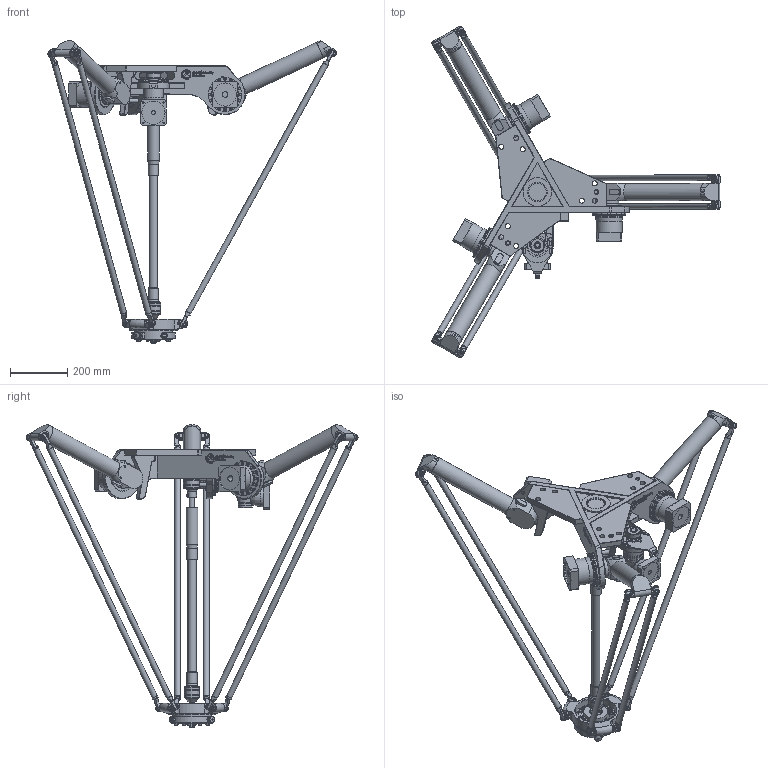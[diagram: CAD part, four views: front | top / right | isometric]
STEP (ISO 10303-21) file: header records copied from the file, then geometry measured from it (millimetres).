
FILE_DESCRIPTION(/* description */ (''),/* implementation_level */ '2;1');
FILE_NAME(/* name */ '3D-model_A_00051-TS1-ATS.stp',/* time_stamp */ '2022-02-07T15:44:45+01:00',/* author */ ('michael.schutter'),/* organization */ ('Majatronic'),/* preprocessor_version */ 'ST-DEVELOPER v16.5',/* originating_system */ 'Autodesk Inventor 2017',/* authorisation */ '');
FILE_SCHEMA (('AUTOMOTIVE_DESIGN { 1 0 10303 214 3 1 1 }'));
Length unit declared in the file: millimetre
Products named in the file (14): MT_BGR00020195MT_BGR; MT_BGR00018061MT_BGR; MT_WST00054385MT_WST; MT_WST00046397MT_WST; MT_WST00055606MT_WST; MT_WST00058144MT_WST; MT_WST00058086MT_WST; MT_WST00031699MT_WST; MT_WST00054372MT_WST; MT_WST00054373MT_WST; MT_WST00063899MT_WST; MT_WST00058879MT_WST; MT_WST00058878MT_WST; MT_WST00064987MT_WST
Assembly tree (29 placements, depth 3):
  MT_BGR00020195MT_BGR
    MT_BGR00018061MT_BGR
      MT_WST00054385MT_WST
      MT_WST00046397MT_WST  x3
      MT_WST00055606MT_WST
    MT_WST00058144MT_WST  x3
    MT_WST00031699MT_WST  x6
    MT_WST00058086MT_WST  x6
    MT_WST00054372MT_WST
    MT_WST00054373MT_WST
    MT_WST00063899MT_WST
    MT_WST00058878MT_WST  x2
    MT_WST00058879MT_WST  x2
    MT_WST00064987MT_WST
Bounding box: 1006.03 x 1158.53 x 1056.8 mm (x, y, z)
Volume: 16689931.4 mm3; surface area: 2092796.2 mm2
Topology: 29 solids, 30 shells, 3359 faces, 7866 edges, 4970 vertices
Faces by surface type: plane 1849, cylinder 981, cone 331, torus 131, bspline 60, sphere 7
Full cylindrical faces by diameter (mm): 4 x1, 4.917 x15, 5 x8, 6 x13, 6.5 x4, 6.647 x3, 8 x39, 8.5 x96, 10 x11, 10.1 x2, 11.4 x1, 11.45 x10, 12 x26, 13 x10, 14 x11, 14.5 x1, 15 x2, 15.4 x3, 16 x33, 17.5 x9, 18 x24, 19 x13, 19.7 x1, 20 x18, 23 x1, 23.9 x1, 24 x1, 25 x4, 25.5 x1, 26 x1
Entity records: 70646 total; most frequent: CARTESIAN_POINT 19851, DIRECTION 10369, ORIENTED_EDGE 9272, EDGE_CURVE 4636, AXIS2_PLACEMENT_3D 3811, VERTEX_POINT 3193, EDGE_LOOP 2993, LINE 2747
